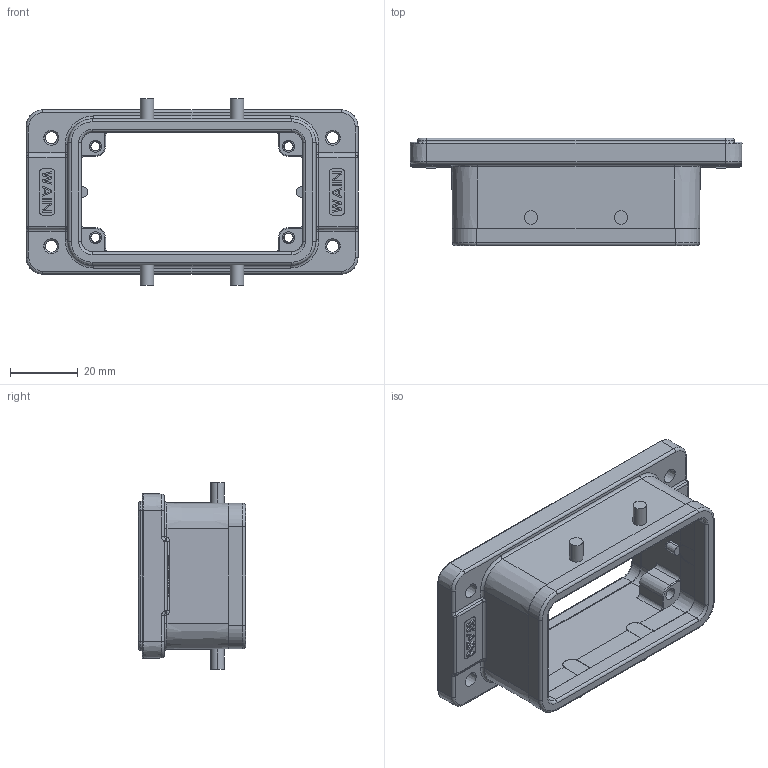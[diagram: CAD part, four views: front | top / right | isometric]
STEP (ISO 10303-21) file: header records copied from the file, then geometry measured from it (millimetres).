
FILE_DESCRIPTION((''),'2;1');
FILE_NAME('H10B-BK-2_2','2017-11-11T',('sy.ji'),(''),'PRO/ENGINEER BY PARAMETRIC TECHNOLOGY CORPORATION, 2014310','PRO/ENGINEER BY PARAMETRIC TECHNOLOGY CORPORATION, 2014310','');
FILE_SCHEMA(('CONFIG_CONTROL_DESIGN'));
Length unit declared in the file: millimetre
Products named in the file (1): H10B-BK-2_2
Bounding box: 97.99 x 31.65 x 55.09 mm (x, y, z)
Volume: 36465.3 mm3; surface area: 25376.7 mm2
Topology: 1 solids, 8 shells, 846 faces, 2348 edges, 1468 vertices
Faces by surface type: plane 330, cylinder 285, cone 90, torus 87, sphere 44, bspline 10
Entity records: 28245 total; most frequent: CARTESIAN_POINT 6643, ORIENTED_EDGE 4608, DIRECTION 4443, EDGE_CURVE 2304, AXIS2_PLACEMENT_3D 1632, VERTEX_POINT 1468, VECTOR 1179, LINE 1179
